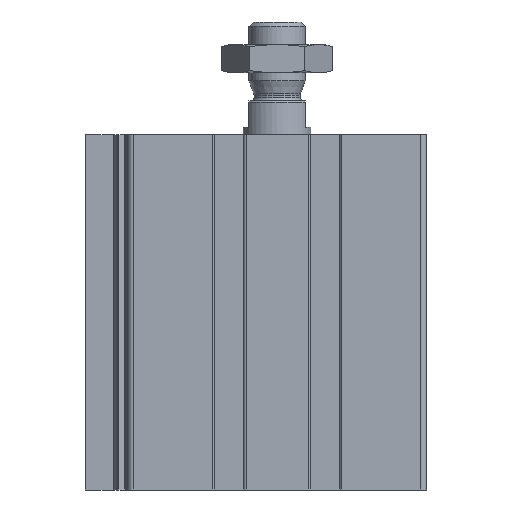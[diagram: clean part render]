
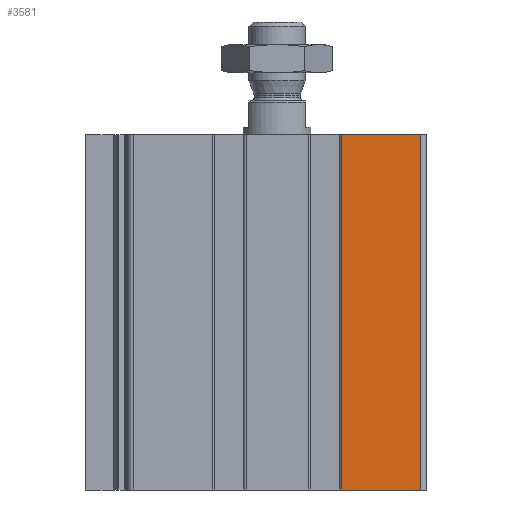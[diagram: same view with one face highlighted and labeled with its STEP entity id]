
A CAD part, left-side view. The second image highlights one B-rep face of the part: STEP entity #3581.
In plain terms, the highlighted planar face has unit normal (-1, 0, 0).
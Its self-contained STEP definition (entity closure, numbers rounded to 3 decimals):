
#71=LINE('',#5475,#353);
#72=LINE('',#5478,#354);
#73=LINE('',#5480,#355);
#74=LINE('',#5482,#356);
#353=VECTOR('',#4309,1000.);
#354=VECTOR('',#4310,1000.);
#355=VECTOR('',#4311,1000.);
#356=VECTOR('',#4312,1000.);
#635=PLANE('',#3849);
#747=ORIENTED_EDGE('',*,*,#1781,.F.);
#748=ORIENTED_EDGE('',*,*,#1782,.F.);
#749=ORIENTED_EDGE('',*,*,#1783,.T.);
#750=ORIENTED_EDGE('',*,*,#1784,.T.);
#1781=EDGE_CURVE('',#2298,#2299,#71,.T.);
#1782=EDGE_CURVE('',#2300,#2298,#72,.T.);
#1783=EDGE_CURVE('',#2300,#2301,#73,.T.);
#1784=EDGE_CURVE('',#2301,#2299,#74,.T.);
#2298=VERTEX_POINT('',#5476);
#2299=VERTEX_POINT('',#5477);
#2300=VERTEX_POINT('',#5479);
#2301=VERTEX_POINT('',#5481);
#2886=EDGE_LOOP('',(#747,#748,#749,#750));
#3186=FACE_BOUND('',#2886,.T.);
#3581=ADVANCED_FACE('',(#3186),#635,.T.);
#3849=AXIS2_PLACEMENT_3D('',#5474,#4307,#4308);
#4307=DIRECTION('',(-1.,0.,0.));
#4308=DIRECTION('',(0.,0.,1.));
#4309=DIRECTION('',(0.,-1.,0.));
#4310=DIRECTION('',(0.,0.,1.));
#4311=DIRECTION('',(0.,-1.,0.));
#4312=DIRECTION('',(0.,0.,1.));
#5474=CARTESIAN_POINT('',(-26.5,-11.5,-63.));
#5475=CARTESIAN_POINT('',(-26.5,-11.5,0.));
#5476=CARTESIAN_POINT('',(-26.5,-11.5,0.));
#5477=CARTESIAN_POINT('',(-26.5,-25.5,0.));
#5478=CARTESIAN_POINT('',(-26.5,-11.5,-63.));
#5479=CARTESIAN_POINT('',(-26.5,-11.5,-63.));
#5480=CARTESIAN_POINT('',(-26.5,-11.5,-63.));
#5481=CARTESIAN_POINT('',(-26.5,-25.5,-63.));
#5482=CARTESIAN_POINT('',(-26.5,-25.5,-63.));
